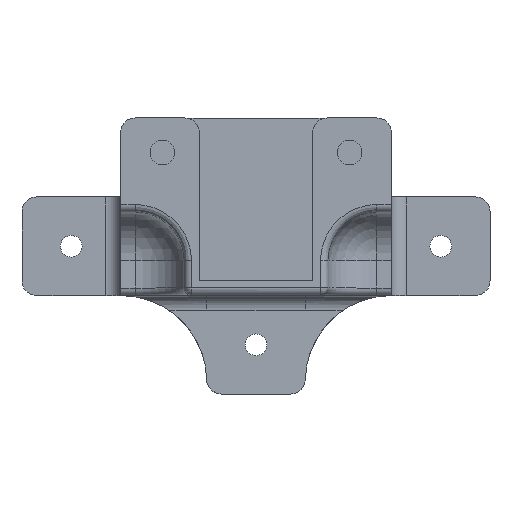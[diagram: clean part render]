
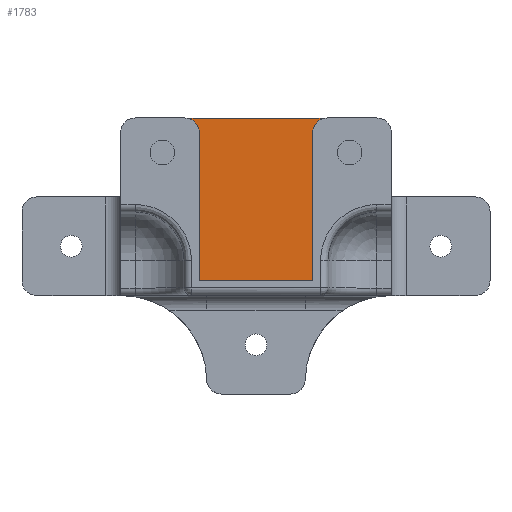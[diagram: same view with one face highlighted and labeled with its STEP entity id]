
A CAD part, top view. The second image highlights one B-rep face of the part: STEP entity #1783.
In plain terms, the highlighted face is planar.
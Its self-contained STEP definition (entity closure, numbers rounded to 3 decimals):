
#200 = PLANE('',#201);
#201 = AXIS2_PLACEMENT_3D('',#202,#203,#204);
#202 = CARTESIAN_POINT('',(20.79,316.5,-11.5));
#203 = DIRECTION('',(0.,0.,-1.));
#204 = DIRECTION('',(-1.,0.,0.));
#401 = VERTEX_POINT('',#402);
#402 = CARTESIAN_POINT('',(33.,310.,-11.5));
#416 = CYLINDRICAL_SURFACE('',#417,3.);
#417 = AXIS2_PLACEMENT_3D('',#418,#419,#420);
#418 = CARTESIAN_POINT('',(33.,313.,-14.5));
#419 = DIRECTION('',(0.,-1.,0.));
#420 = DIRECTION('',(1.,0.,0.));
#428 = EDGE_CURVE('',#401,#429,#431,.T.);
#429 = VERTEX_POINT('',#430);
#430 = CARTESIAN_POINT('',(3.,310.,-11.5));
#431 = SURFACE_CURVE('',#432,(#436,#443),.PCURVE_S1.);
#432 = LINE('',#433,#434);
#433 = CARTESIAN_POINT('',(36.,310.,-11.5));
#434 = VECTOR('',#435,1.);
#435 = DIRECTION('',(-1.,0.,0.));
#436 = PCURVE('',#200,#437);
#437 = DEFINITIONAL_REPRESENTATION('',(#438),#442);
#438 = LINE('',#439,#440);
#439 = CARTESIAN_POINT('',(-15.21,-6.5));
#440 = VECTOR('',#441,1.);
#441 = DIRECTION('',(1.,0.));
#442 = ( GEOMETRIC_REPRESENTATION_CONTEXT(2) 
PARAMETRIC_REPRESENTATION_CONTEXT() REPRESENTATION_CONTEXT('2D SPACE',''
  ) );
#443 = PCURVE('',#444,#449);
#444 = PLANE('',#445);
#445 = AXIS2_PLACEMENT_3D('',#446,#447,#448);
#446 = CARTESIAN_POINT('',(3.,310.,11.5));
#447 = DIRECTION('',(0.,-1.,0.));
#448 = DIRECTION('',(0.,0.,-1.));
#449 = DEFINITIONAL_REPRESENTATION('',(#450),#454);
#450 = LINE('',#451,#452);
#451 = CARTESIAN_POINT('',(23.,33.));
#452 = VECTOR('',#453,1.);
#453 = DIRECTION('',(0.,-1.));
#454 = ( GEOMETRIC_REPRESENTATION_CONTEXT(2) 
PARAMETRIC_REPRESENTATION_CONTEXT() REPRESENTATION_CONTEXT('2D SPACE',''
  ) );
#472 = PLANE('',#473);
#473 = AXIS2_PLACEMENT_3D('',#474,#475,#476);
#474 = CARTESIAN_POINT('',(3.,313.,-11.5));
#475 = DIRECTION('',(-1.,0.,0.));
#476 = DIRECTION('',(0.,-1.,0.));
#1609 = PLANE('',#1610);
#1610 = AXIS2_PLACEMENT_3D('',#1611,#1612,#1613);
#1611 = CARTESIAN_POINT('',(36.,306.,-27.5));
#1612 = DIRECTION('',(-1.,0.,0.));
#1613 = DIRECTION('',(0.,1.,0.));
#1732 = EDGE_CURVE('',#1733,#401,#1735,.T.);
#1733 = VERTEX_POINT('',#1734);
#1734 = CARTESIAN_POINT('',(36.,310.,-14.5));
#1735 = SURFACE_CURVE('',#1736,(#1741,#1748),.PCURVE_S1.);
#1736 = CIRCLE('',#1737,3.);
#1737 = AXIS2_PLACEMENT_3D('',#1738,#1739,#1740);
#1738 = CARTESIAN_POINT('',(33.,310.,-14.5));
#1739 = DIRECTION('',(0.,-1.,0.));
#1740 = DIRECTION('',(1.,0.,0.));
#1741 = PCURVE('',#416,#1742);
#1742 = DEFINITIONAL_REPRESENTATION('',(#1743),#1747);
#1743 = LINE('',#1744,#1745);
#1744 = CARTESIAN_POINT('',(0.,3.));
#1745 = VECTOR('',#1746,1.);
#1746 = DIRECTION('',(1.,0.));
#1747 = ( GEOMETRIC_REPRESENTATION_CONTEXT(2) 
PARAMETRIC_REPRESENTATION_CONTEXT() REPRESENTATION_CONTEXT('2D SPACE',''
  ) );
#1748 = PCURVE('',#444,#1749);
#1749 = DEFINITIONAL_REPRESENTATION('',(#1750),#1754);
#1750 = CIRCLE('',#1751,3.);
#1751 = AXIS2_PLACEMENT_2D('',#1752,#1753);
#1752 = CARTESIAN_POINT('',(26.,30.));
#1753 = DIRECTION('',(0.,1.));
#1754 = ( GEOMETRIC_REPRESENTATION_CONTEXT(2) 
PARAMETRIC_REPRESENTATION_CONTEXT() REPRESENTATION_CONTEXT('2D SPACE',''
  ) );
#1783 = ADVANCED_FACE('',(#1784),#444,.F.);
#1784 = FACE_BOUND('',#1785,.F.);
#1785 = EDGE_LOOP('',(#1786,#1816,#1837,#1838,#1839,#1862,#1885,#1908));
#1786 = ORIENTED_EDGE('',*,*,#1787,.F.);
#1787 = EDGE_CURVE('',#1788,#1790,#1792,.T.);
#1788 = VERTEX_POINT('',#1789);
#1789 = CARTESIAN_POINT('',(3.,310.,11.5));
#1790 = VERTEX_POINT('',#1791);
#1791 = CARTESIAN_POINT('',(33.,310.,11.5));
#1792 = SURFACE_CURVE('',#1793,(#1797,#1804),.PCURVE_S1.);
#1793 = LINE('',#1794,#1795);
#1794 = CARTESIAN_POINT('',(3.,310.,11.5));
#1795 = VECTOR('',#1796,1.);
#1796 = DIRECTION('',(1.,0.,0.));
#1797 = PCURVE('',#444,#1798);
#1798 = DEFINITIONAL_REPRESENTATION('',(#1799),#1803);
#1799 = LINE('',#1800,#1801);
#1800 = CARTESIAN_POINT('',(0.,0.));
#1801 = VECTOR('',#1802,1.);
#1802 = DIRECTION('',(0.,1.));
#1803 = ( GEOMETRIC_REPRESENTATION_CONTEXT(2) 
PARAMETRIC_REPRESENTATION_CONTEXT() REPRESENTATION_CONTEXT('2D SPACE',''
  ) );
#1804 = PCURVE('',#1805,#1810);
#1805 = PLANE('',#1806);
#1806 = AXIS2_PLACEMENT_3D('',#1807,#1808,#1809);
#1807 = CARTESIAN_POINT('',(20.79,316.5,11.5));
#1808 = DIRECTION('',(0.,0.,-1.));
#1809 = DIRECTION('',(0.,-1.,0.));
#1810 = DEFINITIONAL_REPRESENTATION('',(#1811),#1815);
#1811 = LINE('',#1812,#1813);
#1812 = CARTESIAN_POINT('',(6.5,17.79));
#1813 = VECTOR('',#1814,1.);
#1814 = DIRECTION('',(0.,-1.));
#1815 = ( GEOMETRIC_REPRESENTATION_CONTEXT(2) 
PARAMETRIC_REPRESENTATION_CONTEXT() REPRESENTATION_CONTEXT('2D SPACE',''
  ) );
#1816 = ORIENTED_EDGE('',*,*,#1817,.F.);
#1817 = EDGE_CURVE('',#429,#1788,#1818,.T.);
#1818 = SURFACE_CURVE('',#1819,(#1823,#1830),.PCURVE_S1.);
#1819 = LINE('',#1820,#1821);
#1820 = CARTESIAN_POINT('',(3.,310.,-11.5));
#1821 = VECTOR('',#1822,1.);
#1822 = DIRECTION('',(0.,0.,1.));
#1823 = PCURVE('',#444,#1824);
#1824 = DEFINITIONAL_REPRESENTATION('',(#1825),#1829);
#1825 = LINE('',#1826,#1827);
#1826 = CARTESIAN_POINT('',(23.,0.));
#1827 = VECTOR('',#1828,1.);
#1828 = DIRECTION('',(-1.,0.));
#1829 = ( GEOMETRIC_REPRESENTATION_CONTEXT(2) 
PARAMETRIC_REPRESENTATION_CONTEXT() REPRESENTATION_CONTEXT('2D SPACE',''
  ) );
#1830 = PCURVE('',#472,#1831);
#1831 = DEFINITIONAL_REPRESENTATION('',(#1832),#1836);
#1832 = LINE('',#1833,#1834);
#1833 = CARTESIAN_POINT('',(3.,0.));
#1834 = VECTOR('',#1835,1.);
#1835 = DIRECTION('',(0.,1.));
#1836 = ( GEOMETRIC_REPRESENTATION_CONTEXT(2) 
PARAMETRIC_REPRESENTATION_CONTEXT() REPRESENTATION_CONTEXT('2D SPACE',''
  ) );
#1837 = ORIENTED_EDGE('',*,*,#428,.F.);
#1838 = ORIENTED_EDGE('',*,*,#1732,.F.);
#1839 = ORIENTED_EDGE('',*,*,#1840,.F.);
#1840 = EDGE_CURVE('',#1841,#1733,#1843,.T.);
#1841 = VERTEX_POINT('',#1842);
#1842 = CARTESIAN_POINT('',(36.,310.,-11.5));
#1843 = SURFACE_CURVE('',#1844,(#1848,#1855),.PCURVE_S1.);
#1844 = LINE('',#1845,#1846);
#1845 = CARTESIAN_POINT('',(36.,310.,-8.));
#1846 = VECTOR('',#1847,1.);
#1847 = DIRECTION('',(0.,0.,-1.));
#1848 = PCURVE('',#444,#1849);
#1849 = DEFINITIONAL_REPRESENTATION('',(#1850),#1854);
#1850 = LINE('',#1851,#1852);
#1851 = CARTESIAN_POINT('',(19.5,33.));
#1852 = VECTOR('',#1853,1.);
#1853 = DIRECTION('',(1.,0.));
#1854 = ( GEOMETRIC_REPRESENTATION_CONTEXT(2) 
PARAMETRIC_REPRESENTATION_CONTEXT() REPRESENTATION_CONTEXT('2D SPACE',''
  ) );
#1855 = PCURVE('',#1609,#1856);
#1856 = DEFINITIONAL_REPRESENTATION('',(#1857),#1861);
#1857 = LINE('',#1858,#1859);
#1858 = CARTESIAN_POINT('',(4.,-19.5));
#1859 = VECTOR('',#1860,1.);
#1860 = DIRECTION('',(0.,1.));
#1861 = ( GEOMETRIC_REPRESENTATION_CONTEXT(2) 
PARAMETRIC_REPRESENTATION_CONTEXT() REPRESENTATION_CONTEXT('2D SPACE',''
  ) );
#1862 = ORIENTED_EDGE('',*,*,#1863,.F.);
#1863 = EDGE_CURVE('',#1864,#1841,#1866,.T.);
#1864 = VERTEX_POINT('',#1865);
#1865 = CARTESIAN_POINT('',(36.,310.,11.5));
#1866 = SURFACE_CURVE('',#1867,(#1871,#1878),.PCURVE_S1.);
#1867 = LINE('',#1868,#1869);
#1868 = CARTESIAN_POINT('',(36.,310.,11.5));
#1869 = VECTOR('',#1870,1.);
#1870 = DIRECTION('',(0.,0.,-1.));
#1871 = PCURVE('',#444,#1872);
#1872 = DEFINITIONAL_REPRESENTATION('',(#1873),#1877);
#1873 = LINE('',#1874,#1875);
#1874 = CARTESIAN_POINT('',(0.,33.));
#1875 = VECTOR('',#1876,1.);
#1876 = DIRECTION('',(1.,0.));
#1877 = ( GEOMETRIC_REPRESENTATION_CONTEXT(2) 
PARAMETRIC_REPRESENTATION_CONTEXT() REPRESENTATION_CONTEXT('2D SPACE',''
  ) );
#1878 = PCURVE('',#1609,#1879);
#1879 = DEFINITIONAL_REPRESENTATION('',(#1880),#1884);
#1880 = LINE('',#1881,#1882);
#1881 = CARTESIAN_POINT('',(4.,-39.));
#1882 = VECTOR('',#1883,1.);
#1883 = DIRECTION('',(0.,1.));
#1884 = ( GEOMETRIC_REPRESENTATION_CONTEXT(2) 
PARAMETRIC_REPRESENTATION_CONTEXT() REPRESENTATION_CONTEXT('2D SPACE',''
  ) );
#1885 = ORIENTED_EDGE('',*,*,#1886,.T.);
#1886 = EDGE_CURVE('',#1864,#1887,#1889,.T.);
#1887 = VERTEX_POINT('',#1888);
#1888 = CARTESIAN_POINT('',(36.,310.,14.5));
#1889 = SURFACE_CURVE('',#1890,(#1894,#1901),.PCURVE_S1.);
#1890 = LINE('',#1891,#1892);
#1891 = CARTESIAN_POINT('',(36.,310.,-8.));
#1892 = VECTOR('',#1893,1.);
#1893 = DIRECTION('',(0.,0.,1.));
#1894 = PCURVE('',#444,#1895);
#1895 = DEFINITIONAL_REPRESENTATION('',(#1896),#1900);
#1896 = LINE('',#1897,#1898);
#1897 = CARTESIAN_POINT('',(19.5,33.));
#1898 = VECTOR('',#1899,1.);
#1899 = DIRECTION('',(-1.,0.));
#1900 = ( GEOMETRIC_REPRESENTATION_CONTEXT(2) 
PARAMETRIC_REPRESENTATION_CONTEXT() REPRESENTATION_CONTEXT('2D SPACE',''
  ) );
#1901 = PCURVE('',#1609,#1902);
#1902 = DEFINITIONAL_REPRESENTATION('',(#1903),#1907);
#1903 = LINE('',#1904,#1905);
#1904 = CARTESIAN_POINT('',(4.,-19.5));
#1905 = VECTOR('',#1906,1.);
#1906 = DIRECTION('',(0.,-1.));
#1907 = ( GEOMETRIC_REPRESENTATION_CONTEXT(2) 
PARAMETRIC_REPRESENTATION_CONTEXT() REPRESENTATION_CONTEXT('2D SPACE',''
  ) );
#1908 = ORIENTED_EDGE('',*,*,#1909,.T.);
#1909 = EDGE_CURVE('',#1887,#1790,#1910,.T.);
#1910 = SURFACE_CURVE('',#1911,(#1916,#1927),.PCURVE_S1.);
#1911 = CIRCLE('',#1912,3.);
#1912 = AXIS2_PLACEMENT_3D('',#1913,#1914,#1915);
#1913 = CARTESIAN_POINT('',(33.,310.,14.5));
#1914 = DIRECTION('',(0.,1.,0.));
#1915 = DIRECTION('',(1.,0.,0.));
#1916 = PCURVE('',#444,#1917);
#1917 = DEFINITIONAL_REPRESENTATION('',(#1918),#1926);
#1918 = ( BOUNDED_CURVE() B_SPLINE_CURVE(2,(#1919,#1920,#1921,#1922,
#1923,#1924,#1925),.UNSPECIFIED.,.T.,.F.) B_SPLINE_CURVE_WITH_KNOTS((1,2
    ,2,2,2,1),(-2.094,0.,2.094,4.189,
6.283,8.378),.UNSPECIFIED.) CURVE() 
GEOMETRIC_REPRESENTATION_ITEM() RATIONAL_B_SPLINE_CURVE((1.,0.5,1.,0.5,
1.,0.5,1.)) REPRESENTATION_ITEM('') );
#1919 = CARTESIAN_POINT('',(-3.,33.));
#1920 = CARTESIAN_POINT('',(2.196,33.));
#1921 = CARTESIAN_POINT('',(-0.402,28.5));
#1922 = CARTESIAN_POINT('',(-3.,24.));
#1923 = CARTESIAN_POINT('',(-5.598,28.5));
#1924 = CARTESIAN_POINT('',(-8.196,33.));
#1925 = CARTESIAN_POINT('',(-3.,33.));
#1926 = ( GEOMETRIC_REPRESENTATION_CONTEXT(2) 
PARAMETRIC_REPRESENTATION_CONTEXT() REPRESENTATION_CONTEXT('2D SPACE',''
  ) );
#1927 = PCURVE('',#1928,#1933);
#1928 = CYLINDRICAL_SURFACE('',#1929,3.);
#1929 = AXIS2_PLACEMENT_3D('',#1930,#1931,#1932);
#1930 = CARTESIAN_POINT('',(33.,313.,14.5));
#1931 = DIRECTION('',(0.,-1.,0.));
#1932 = DIRECTION('',(1.,0.,0.));
#1933 = DEFINITIONAL_REPRESENTATION('',(#1934),#1938);
#1934 = LINE('',#1935,#1936);
#1935 = CARTESIAN_POINT('',(0.,3.));
#1936 = VECTOR('',#1937,1.);
#1937 = DIRECTION('',(-1.,0.));
#1938 = ( GEOMETRIC_REPRESENTATION_CONTEXT(2) 
PARAMETRIC_REPRESENTATION_CONTEXT() REPRESENTATION_CONTEXT('2D SPACE',''
  ) );
